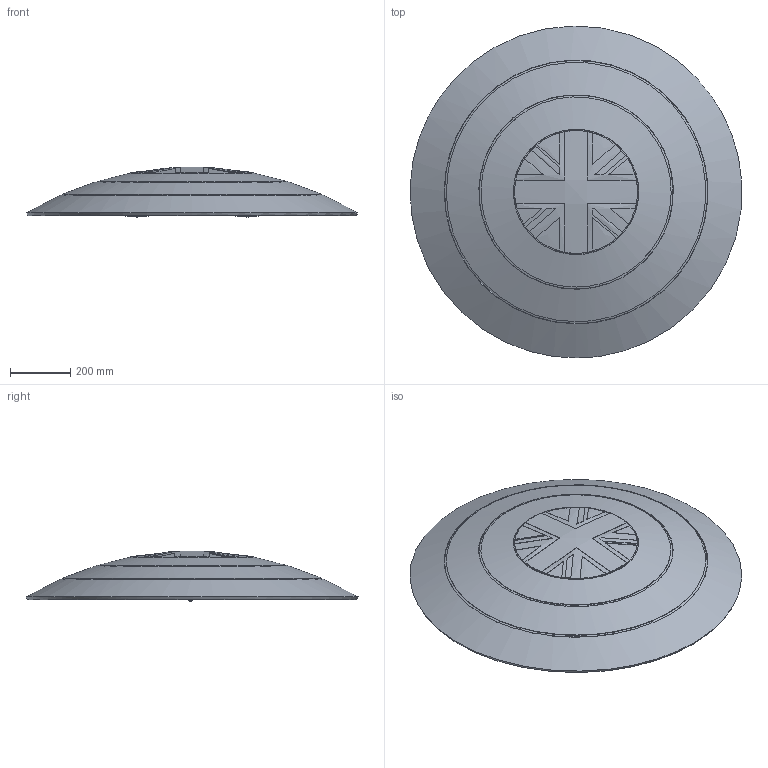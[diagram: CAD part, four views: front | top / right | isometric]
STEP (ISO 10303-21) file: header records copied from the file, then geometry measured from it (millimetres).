
FILE_DESCRIPTION(('FreeCAD Model'),'2;1');
FILE_NAME('Open CASCADE Shape Model','2025-05-04T05:14:21',('FreeCAD'),( 'FreeCAD'),'Open CASCADE STEP processor 7.6','FreeCAD','Unknown');
FILE_SCHEMA(('AUTOMOTIVE_DESIGN { 1 0 10303 214 1 1 1 1 }'));
Length unit declared in the file: millimetre
Products named in the file (1): Open CASCADE STEP translator 7.6 1
Bounding box: 1101.83 x 1102.9 x 168.04 mm (x, y, z)
Volume: 13234445.5 mm3; surface area: 2944187.4 mm2
Topology: 27 solids, 27 shells, 867 faces, 2495 edges, 1657 vertices
Faces by surface type: bspline 867
Entity records: 29298 total; most frequent: CARTESIAN_POINT 15465, ORIENTED_EDGE 4958, EDGE_CURVE 2479, VERTEX_POINT 1657, B_SPLINE_CURVE_WITH_KNOTS 1461, FACE_BOUND 926, EDGE_LOOP 926, ADVANCED_FACE 867
